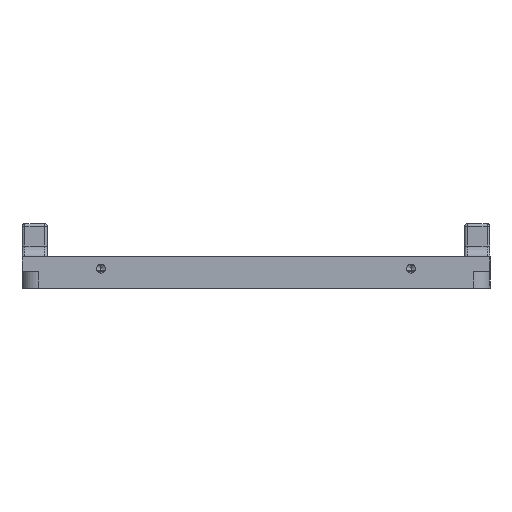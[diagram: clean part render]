
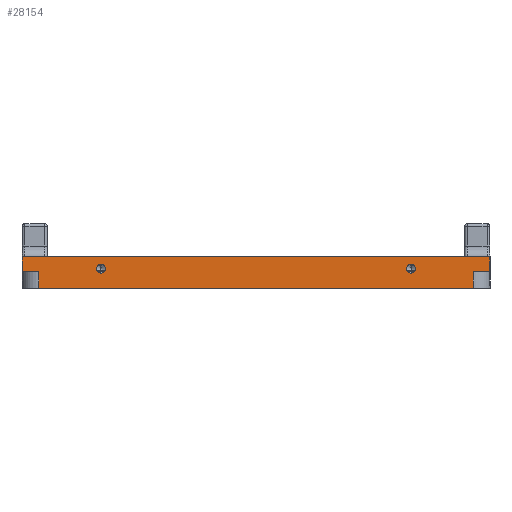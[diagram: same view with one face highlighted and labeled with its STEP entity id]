
A CAD part, front view. The second image highlights one B-rep face of the part: STEP entity #28154.
In plain terms, the highlighted planar face has unit normal (0, -1, 0).
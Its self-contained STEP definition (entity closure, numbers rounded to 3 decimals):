
#294 = CARTESIAN_POINT ( 'NONE',  ( -41.5, -107., 2.6 ) ) ;
#357 = ORIENTED_EDGE ( 'NONE', *, *, #14236, .F. ) ;
#540 = DIRECTION ( 'NONE',  ( 0., 0., -1. ) ) ;
#1255 = DIRECTION ( 'NONE',  ( 0., 0., -1. ) ) ;
#1444 = CARTESIAN_POINT ( 'NONE',  ( 0., -107., 2.6 ) ) ;
#1684 = DIRECTION ( 'NONE',  ( 1., 0., 0. ) ) ;
#1701 = CARTESIAN_POINT ( 'NONE',  ( 0., -107., 0. ) ) ;
#1978 = VERTEX_POINT ( 'NONE', #3696 ) ;
#2032 = VERTEX_POINT ( 'NONE', #3809 ) ;
#2349 = VECTOR ( 'NONE', #2501, 1000. ) ;
#2465 = ORIENTED_EDGE ( 'NONE', *, *, #17528, .F. ) ;
#2501 = DIRECTION ( 'NONE',  ( 0., 0., 1. ) ) ;
#2569 = EDGE_LOOP ( 'NONE', ( #35765, #2465, #15585, #14142, #4437, #357, #31418, #6681 ) ) ;
#2950 = LINE ( 'NONE', #30337, #13657 ) ;
#3696 = CARTESIAN_POINT ( 'NONE',  ( 38.5, -107., -3. ) ) ;
#3809 = CARTESIAN_POINT ( 'NONE',  ( -41.5, -107., 2.6 ) ) ;
#3960 = VERTEX_POINT ( 'NONE', #35198 ) ;
#4437 = ORIENTED_EDGE ( 'NONE', *, *, #23066, .F. ) ;
#4739 = FACE_BOUND ( 'NONE', #20818, .T. ) ;
#5045 = CARTESIAN_POINT ( 'NONE',  ( 41.5, -107., 2.6 ) ) ;
#5082 = DIRECTION ( 'NONE',  ( 0., 0., -1. ) ) ;
#5605 = AXIS2_PLACEMENT_3D ( 'NONE', #1444, #15409, #1684 ) ;
#5608 = LINE ( 'NONE', #1701, #12322 ) ;
#5677 = EDGE_CURVE ( 'NONE', #27707, #19097, #24276, .T. ) ;
#6083 = EDGE_CURVE ( 'NONE', #25128, #32623, #19780, .T. ) ;
#6679 = VERTEX_POINT ( 'NONE', #20135 ) ;
#6681 = ORIENTED_EDGE ( 'NONE', *, *, #24445, .T. ) ;
#8788 = EDGE_LOOP ( 'NONE', ( #9818, #17919 ) ) ;
#8874 = CIRCLE ( 'NONE', #9016, 0.8 ) ;
#8885 = CARTESIAN_POINT ( 'NONE',  ( 38.5, -107., 0. ) ) ;
#8959 = VECTOR ( 'NONE', #24875, 1000. ) ;
#9016 = AXIS2_PLACEMENT_3D ( 'NONE', #33367, #33252, #16219 ) ;
#9445 = AXIS2_PLACEMENT_3D ( 'NONE', #22046, #21796, #24679 ) ;
#9750 = CARTESIAN_POINT ( 'NONE',  ( -38.5, -107., -3. ) ) ;
#9818 = ORIENTED_EDGE ( 'NONE', *, *, #6083, .F. ) ;
#9843 = DIRECTION ( 'NONE',  ( 0., -1., 0. ) ) ;
#10064 = FACE_BOUND ( 'NONE', #8788, .T. ) ;
#10250 = EDGE_CURVE ( 'NONE', #32612, #2032, #20096, .T. ) ;
#10471 = EDGE_CURVE ( 'NONE', #2032, #6679, #16508, .T. ) ;
#10945 = CARTESIAN_POINT ( 'NONE',  ( 38.5, -107., -3. ) ) ;
#11007 = CARTESIAN_POINT ( 'NONE',  ( -27.5, -107., -0.3 ) ) ;
#11049 = CARTESIAN_POINT ( 'NONE',  ( -27.5, -107., 0.5 ) ) ;
#11191 = VERTEX_POINT ( 'NONE', #15955 ) ;
#11861 = DIRECTION ( 'NONE',  ( -1., 0., 0. ) ) ;
#12322 = VECTOR ( 'NONE', #32896, 1000. ) ;
#12597 = CARTESIAN_POINT ( 'NONE',  ( 27.5, -107., 0.5 ) ) ;
#12669 = PLANE ( 'NONE',  #5605 ) ;
#12882 = DIRECTION ( 'NONE',  ( 0., 0., 1. ) ) ;
#13076 = VERTEX_POINT ( 'NONE', #8885 ) ;
#13657 = VECTOR ( 'NONE', #19045, 1000. ) ;
#13842 = VECTOR ( 'NONE', #540, 1000. ) ;
#14142 = ORIENTED_EDGE ( 'NONE', *, *, #10471, .T. ) ;
#14236 = EDGE_CURVE ( 'NONE', #11191, #32158, #31467, .T. ) ;
#14420 = LINE ( 'NONE', #10945, #2349 ) ;
#15010 = ORIENTED_EDGE ( 'NONE', *, *, #5677, .F. ) ;
#15055 = EDGE_CURVE ( 'NONE', #19097, #27707, #35898, .T. ) ;
#15155 = CARTESIAN_POINT ( 'NONE',  ( 0., -107., -3. ) ) ;
#15409 = DIRECTION ( 'NONE',  ( 0., -1., 0. ) ) ;
#15585 = ORIENTED_EDGE ( 'NONE', *, *, #10250, .T. ) ;
#15770 = LINE ( 'NONE', #34877, #24703 ) ;
#15955 = CARTESIAN_POINT ( 'NONE',  ( -38.5, -107., -3. ) ) ;
#16219 = DIRECTION ( 'NONE',  ( 0., 0., -1. ) ) ;
#16508 = LINE ( 'NONE', #294, #13842 ) ;
#16811 = EDGE_CURVE ( 'NONE', #1978, #11191, #18618, .T. ) ;
#17528 = EDGE_CURVE ( 'NONE', #32612, #3960, #2950, .T. ) ;
#17641 = EDGE_CURVE ( 'NONE', #3960, #13076, #5608, .T. ) ;
#17919 = ORIENTED_EDGE ( 'NONE', *, *, #30541, .F. ) ;
#18231 = DIRECTION ( 'NONE',  ( -1., 0., 0. ) ) ;
#18618 = LINE ( 'NONE', #15155, #36067 ) ;
#19045 = DIRECTION ( 'NONE',  ( 0., 0., -1. ) ) ;
#19097 = VERTEX_POINT ( 'NONE', #31083 ) ;
#19780 = CIRCLE ( 'NONE', #22317, 0.8 ) ;
#20096 = LINE ( 'NONE', #24755, #8959 ) ;
#20135 = CARTESIAN_POINT ( 'NONE',  ( -41.5, -107., 0. ) ) ;
#20818 = EDGE_LOOP ( 'NONE', ( #15010, #23192 ) ) ;
#21796 = DIRECTION ( 'NONE',  ( 0., -1., 0. ) ) ;
#22046 = CARTESIAN_POINT ( 'NONE',  ( -27.5, -107., 0.5 ) ) ;
#22317 = AXIS2_PLACEMENT_3D ( 'NONE', #12597, #9843, #1255 ) ;
#22609 = CARTESIAN_POINT ( 'NONE',  ( 27.5, -107., 1.3 ) ) ;
#23066 = EDGE_CURVE ( 'NONE', #32158, #6679, #15770, .T. ) ;
#23192 = ORIENTED_EDGE ( 'NONE', *, *, #15055, .F. ) ;
#24276 = CIRCLE ( 'NONE', #9445, 0.8 ) ;
#24445 = EDGE_CURVE ( 'NONE', #1978, #13076, #14420, .T. ) ;
#24679 = DIRECTION ( 'NONE',  ( 0., 0., -1. ) ) ;
#24703 = VECTOR ( 'NONE', #11861, 1000. ) ;
#24755 = CARTESIAN_POINT ( 'NONE',  ( 0., -107., 2.6 ) ) ;
#24875 = DIRECTION ( 'NONE',  ( -1., 0., 0. ) ) ;
#25128 = VERTEX_POINT ( 'NONE', #31394 ) ;
#27707 = VERTEX_POINT ( 'NONE', #11007 ) ;
#28154 = ADVANCED_FACE ( 'NONE', ( #4739, #10064, #32889 ), #12669, .T. ) ;
#30085 = AXIS2_PLACEMENT_3D ( 'NONE', #11049, #36690, #5082 ) ;
#30337 = CARTESIAN_POINT ( 'NONE',  ( 41.5, -107., 2.6 ) ) ;
#30541 = EDGE_CURVE ( 'NONE', #32623, #25128, #8874, .T. ) ;
#31083 = CARTESIAN_POINT ( 'NONE',  ( -27.5, -107., 1.3 ) ) ;
#31394 = CARTESIAN_POINT ( 'NONE',  ( 27.5, -107., -0.3 ) ) ;
#31418 = ORIENTED_EDGE ( 'NONE', *, *, #16811, .F. ) ;
#31467 = LINE ( 'NONE', #9750, #33709 ) ;
#32158 = VERTEX_POINT ( 'NONE', #32172 ) ;
#32172 = CARTESIAN_POINT ( 'NONE',  ( -38.5, -107., 0. ) ) ;
#32612 = VERTEX_POINT ( 'NONE', #5045 ) ;
#32623 = VERTEX_POINT ( 'NONE', #22609 ) ;
#32889 = FACE_OUTER_BOUND ( 'NONE', #2569, .T. ) ;
#32896 = DIRECTION ( 'NONE',  ( -1., 0., 0. ) ) ;
#33252 = DIRECTION ( 'NONE',  ( 0., -1., 0. ) ) ;
#33367 = CARTESIAN_POINT ( 'NONE',  ( 27.5, -107., 0.5 ) ) ;
#33709 = VECTOR ( 'NONE', #12882, 1000. ) ;
#34877 = CARTESIAN_POINT ( 'NONE',  ( 0., -107., 0. ) ) ;
#35198 = CARTESIAN_POINT ( 'NONE',  ( 41.5, -107., 0. ) ) ;
#35765 = ORIENTED_EDGE ( 'NONE', *, *, #17641, .F. ) ;
#35898 = CIRCLE ( 'NONE', #30085, 0.8 ) ;
#36067 = VECTOR ( 'NONE', #18231, 1000. ) ;
#36690 = DIRECTION ( 'NONE',  ( 0., -1., 0. ) ) ;
